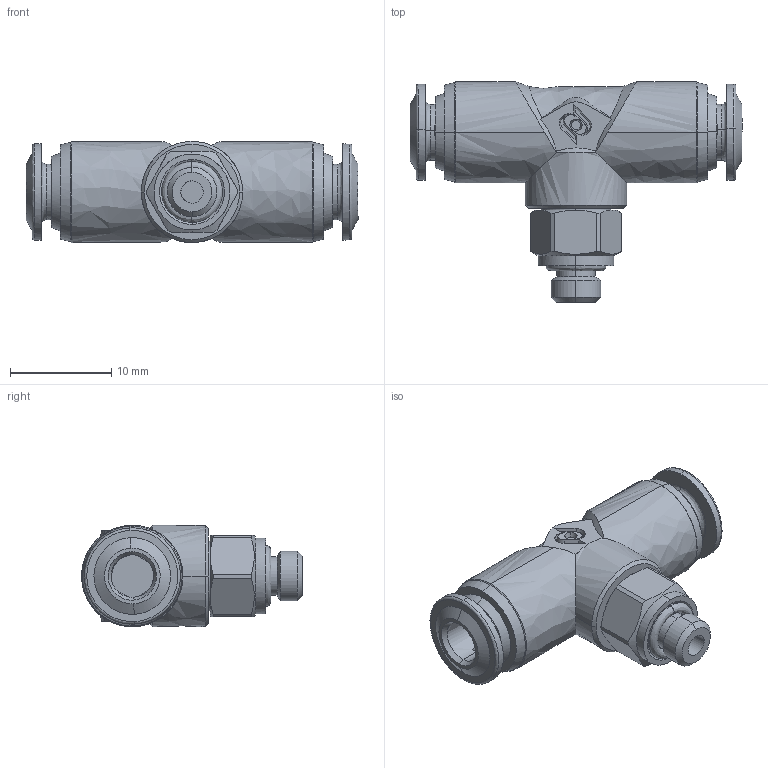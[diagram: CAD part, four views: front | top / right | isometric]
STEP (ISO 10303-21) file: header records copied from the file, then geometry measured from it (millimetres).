
FILE_DESCRIPTION (( 'STEP AP214' ), '1' );
FILE_NAME ('PT04-M5_ME.STEP', '2018-09-06T13:31:51', ( '' ), ( '' ), 'SwSTEP 2.0', 'SolidWorks 2018', '' );
FILE_SCHEMA (( 'AUTOMOTIVE_DESIGN' ));
Length unit declared in the file: millimetre
Products named in the file (1): PT04-M5_ME
Bounding box: 32.8 x 21.8 x 10 mm (x, y, z)
Volume: 2745.3 mm3; surface area: 1818.3 mm2
Topology: 1 solids, 1 shells, 178 faces, 451 edges, 293 vertices
Faces by surface type: bspline 178
Entity records: 8300 total; most frequent: CARTESIAN_POINT 5560, ORIENTED_EDGE 902, EDGE_CURVE 451, B_SPLINE_CURVE_WITH_KNOTS 336, VERTEX_POINT 293, EDGE_LOOP 204, ADVANCED_FACE 178, FACE_OUTER_BOUND 178
